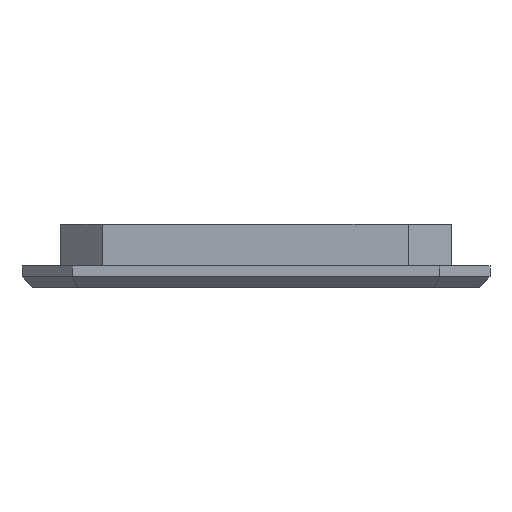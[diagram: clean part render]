
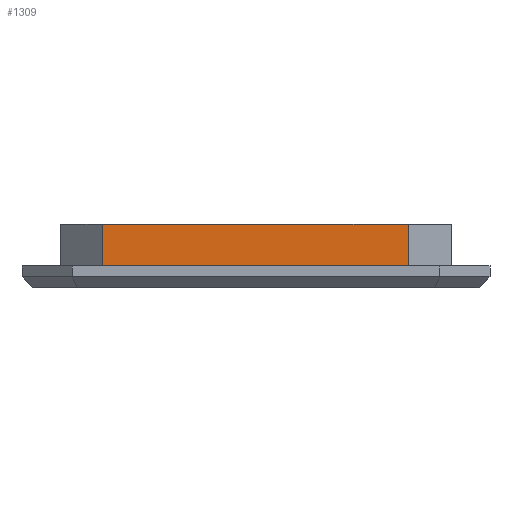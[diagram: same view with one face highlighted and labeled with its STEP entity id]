
A CAD part, front view. The second image highlights one B-rep face of the part: STEP entity #1309.
In plain terms, the highlighted planar face has unit normal (0, -1, 0).
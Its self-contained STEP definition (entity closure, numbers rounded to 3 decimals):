
#69=FACE_OUTER_BOUND('',#149,.T.);
#149=EDGE_LOOP('',(#1001,#1002,#1003,#1004));
#247=LINE('',#1923,#419);
#257=LINE('',#1943,#429);
#294=LINE('',#2032,#466);
#296=LINE('',#2035,#468);
#419=VECTOR('',#1547,10.);
#429=VECTOR('',#1563,10.);
#466=VECTOR('',#1628,10.);
#468=VECTOR('',#1632,10.);
#591=VERTEX_POINT('',#1921);
#592=VERTEX_POINT('',#1922);
#599=VERTEX_POINT('',#1942);
#637=VERTEX_POINT('',#2031);
#719=EDGE_CURVE('',#591,#592,#247,.T.);
#729=EDGE_CURVE('',#599,#591,#257,.F.);
#774=EDGE_CURVE('',#599,#637,#294,.F.);
#776=EDGE_CURVE('',#637,#592,#296,.F.);
#1001=ORIENTED_EDGE('',*,*,#719,.T.);
#1002=ORIENTED_EDGE('',*,*,#776,.F.);
#1003=ORIENTED_EDGE('',*,*,#774,.F.);
#1004=ORIENTED_EDGE('',*,*,#729,.T.);
#1247=PLANE('',#1409);
#1309=ADVANCED_FACE('',(#69),#1247,.T.);
#1409=AXIS2_PLACEMENT_3D('',#2034,#1630,#1631);
#1547=DIRECTION('',(0.,0.,-1.));
#1563=DIRECTION('',(1.,0.,0.));
#1628=DIRECTION('',(0.,0.,1.));
#1630=DIRECTION('center_axis',(0.,-1.,0.));
#1631=DIRECTION('ref_axis',(-1.,0.,0.));
#1632=DIRECTION('',(1.,0.,0.));
#1921=CARTESIAN_POINT('',(-53.887,8.375,-8.01));
#1922=CARTESIAN_POINT('',(-53.887,8.375,-9.91));
#1923=CARTESIAN_POINT('',(-53.887,8.375,-7.96));
#1942=CARTESIAN_POINT('',(-39.983,8.375,-8.01));
#1943=CARTESIAN_POINT('',(-43.431,8.375,-8.01));
#2031=CARTESIAN_POINT('',(-39.983,8.375,-9.91));
#2032=CARTESIAN_POINT('',(-39.983,8.375,-6.01));
#2034=CARTESIAN_POINT('Origin',(-39.963,8.375,-6.01));
#2035=CARTESIAN_POINT('',(-43.744,8.375,-9.91));
